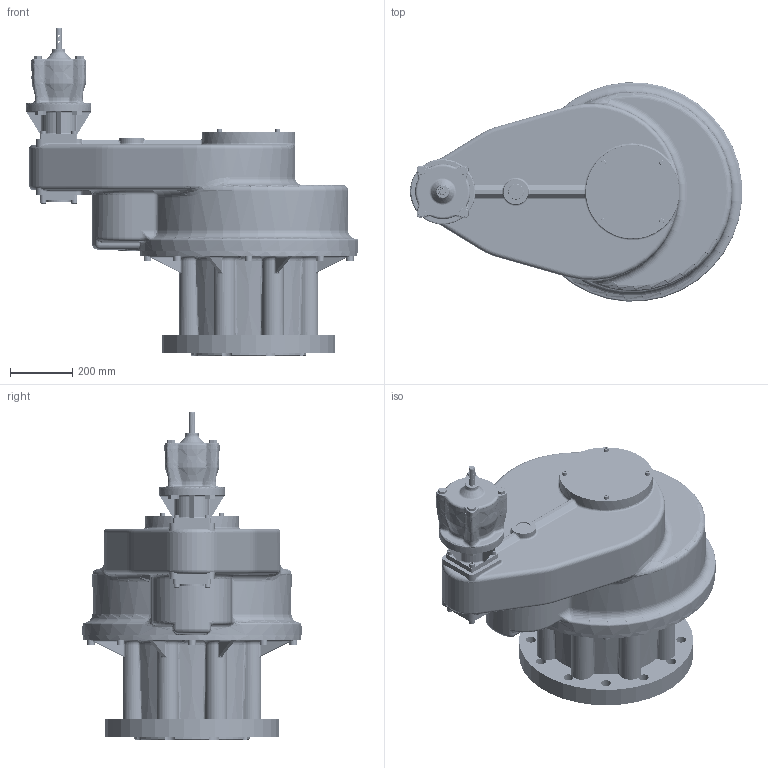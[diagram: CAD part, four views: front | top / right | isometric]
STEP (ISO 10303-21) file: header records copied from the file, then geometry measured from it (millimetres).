
FILE_DESCRIPTION(/* description */ ('Unknown'),/* implementation_level */ '2;1');
FILE_NAME(/* name */ 'PUB-HOS19MPR28-662.4-MAN-F48_SOLID_0-1',/* time_stamp */ '2019-10-22T11:30:06+01:00',/* author */ ('Unknown'),/* organization */ ('Unknown'),/* preprocessor_version */ 'ST-DEVELOPER v16.7',/* originating_system */ 'DEX',/* authorisation */ $);
FILE_SCHEMA (('AUTOMOTIVE_DESIGN {1 0 10303 214 3 1 1}'));
Products named in the file (1): PUB-HOS19MPR28-662.4-MAN-F48_SOLID_0-1
Bounding box: 1066.39 x 704.31 x 1051.53 mm (x, y, z)
Volume: 169453638 mm3; surface area: 4070419.1 mm2
Topology: 1 solids, 1 shells, 6536 faces, 19816 edges, 12907 vertices
Faces by surface type: cylinder 3072, plane 1930, bspline 674, cone 449, torus 373, sphere 38
Full cylindrical faces by diameter (mm): 0.1 x1, 2.5 x2, 4.917 x4, 5 x3, 6 x6, 6.647 x6, 15 x3, 16 x4, 17 x3, 18 x8, 20 x3, 22.098 x1, 23 x2, 24 x8, 25 x4, 26 x2, 28 x3, 30 x1, 32 x12, 36 x1, 49.25 x8, 50 x1, 50.5 x8, 60 x1, 80 x2, 130 x1, 138 x1, 162 x1, 165 x1, 210 x1
Entity records: 250622 total; most frequent: CARTESIAN_POINT 80781, ORIENTED_EDGE 38408, DIRECTION 33311, EDGE_CURVE 19204, AXIS2_PLACEMENT_3D 13528, VERTEX_POINT 12730, CIRCLE 7637, FACE_BOUND 7244
